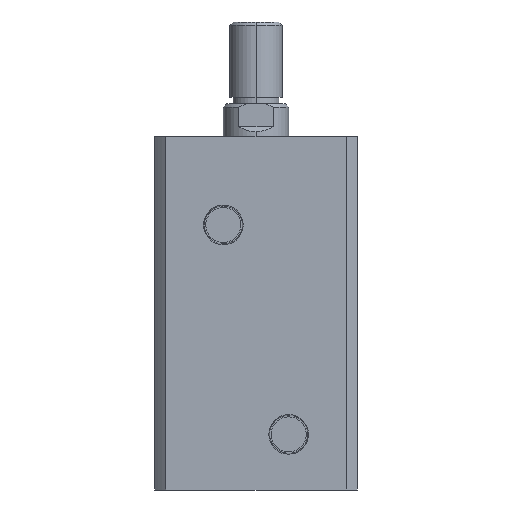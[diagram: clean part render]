
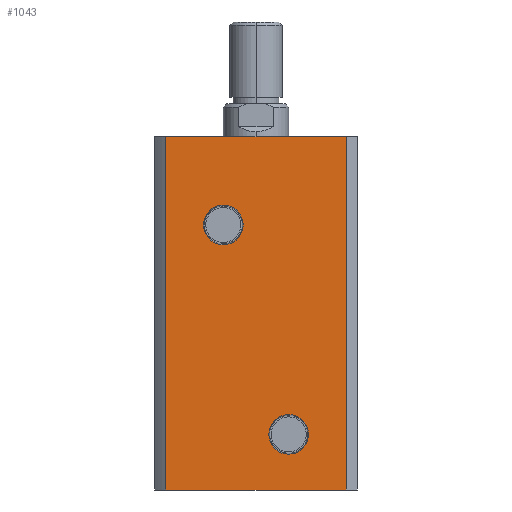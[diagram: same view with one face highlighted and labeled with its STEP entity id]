
A CAD part, left-side view. The second image highlights one B-rep face of the part: STEP entity #1043.
In plain terms, the highlighted planar face has unit normal (-1, 0, 0).
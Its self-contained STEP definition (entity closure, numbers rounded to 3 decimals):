
#1 = ORIENTED_EDGE ( 'NONE', *, *, #1939, .F. ) ;
#3 = ORIENTED_EDGE ( 'NONE', *, *, #1938, .F. ) ;
#41 = CARTESIAN_POINT ( 'NONE',  ( -31., 27.591, 108. ) ) ;
#44 = CARTESIAN_POINT ( 'NONE',  ( -31., -27.591, 108. ) ) ;
#45 = CARTESIAN_POINT ( 'NONE',  ( -31., -27.591, 0. ) ) ;
#65 = ORIENTED_EDGE ( 'NONE', *, *, #1940, .F. ) ;
#67 = ORIENTED_EDGE ( 'NONE', *, *, #1699, .T. ) ;
#69 = ORIENTED_EDGE ( 'NONE', *, *, #1948, .F. ) ;
#71 = ORIENTED_EDGE ( 'NONE', *, *, #1703, .F. ) ;
#72 = ORIENTED_EDGE ( 'NONE', *, *, #1702, .F. ) ;
#133 = AXIS2_PLACEMENT_3D ( 'NONE', #2745, #2746, #2747 ) ;
#137 = AXIS2_PLACEMENT_3D ( 'NONE', #2748, #2749, #2750 ) ;
#224 = AXIS2_PLACEMENT_3D ( 'NONE', #3571, #3572, #3573 ) ;
#228 = AXIS2_PLACEMENT_3D ( 'NONE', #3591, #3592, #3593 ) ;
#343 = VERTEX_POINT ( 'NONE', #45 ) ;
#344 = VERTEX_POINT ( 'NONE', #44 ) ;
#347 = VERTEX_POINT ( 'NONE', #41 ) ;
#392 = ORIENTED_EDGE ( 'NONE', *, *, #1932, .T. ) ;
#498 = VERTEX_POINT ( 'NONE', #2148 ) ;
#501 = VERTEX_POINT ( 'NONE', #2144 ) ;
#546 = VERTEX_POINT ( 'NONE', #2156 ) ;
#601 = VERTEX_POINT ( 'NONE', #2194 ) ;
#670 = EDGE_LOOP ( 'NONE', ( #72, #69 ) ) ;
#690 = EDGE_LOOP ( 'NONE', ( #71, #65 ) ) ;
#692 = EDGE_LOOP ( 'NONE', ( #67, #1, #3, #392 ) ) ;
#1043 = ADVANCED_FACE ( 'NONE', ( #1225, #1228, #1211 ), #2472, .F. ) ;
#1211 = FACE_OUTER_BOUND ( 'NONE', #692, .T. ) ;
#1225 = FACE_BOUND ( 'NONE', #670, .T. ) ;
#1228 = FACE_BOUND ( 'NONE', #690, .T. ) ;
#1353 = VECTOR ( 'NONE', #2740, 1000. ) ;
#1354 = LINE ( 'NONE', #2739, #1353 ) ;
#1357 = CIRCLE ( 'NONE', #133, 6.06 ) ;
#1359 = CIRCLE ( 'NONE', #137, 6.06 ) ;
#1699 = EDGE_CURVE ( 'NONE', #3821, #343, #1354, .T. ) ;
#1702 = EDGE_CURVE ( 'NONE', #546, #601, #1357, .T. ) ;
#1703 = EDGE_CURVE ( 'NONE', #501, #498, #1359, .T. ) ;
#1932 = EDGE_CURVE ( 'NONE', #347, #3821, #3121, .T. ) ;
#1938 = EDGE_CURVE ( 'NONE', #347, #344, #3130, .T. ) ;
#1939 = EDGE_CURVE ( 'NONE', #344, #343, #3132, .T. ) ;
#1940 = EDGE_CURVE ( 'NONE', #498, #501, #3134, .T. ) ;
#1948 = EDGE_CURVE ( 'NONE', #601, #546, #3146, .T. ) ;
#2038 = AXIS2_PLACEMENT_3D ( 'NONE', #2470, #2465, #2474 ) ;
#2144 = CARTESIAN_POINT ( 'NONE',  ( -31., -10., 23.06 ) ) ;
#2148 = CARTESIAN_POINT ( 'NONE',  ( -31., -10., 10.94 ) ) ;
#2156 = CARTESIAN_POINT ( 'NONE',  ( -31., 10., 87.06 ) ) ;
#2194 = CARTESIAN_POINT ( 'NONE',  ( -31., 10., 74.94 ) ) ;
#2465 = DIRECTION ( 'NONE',  ( 1., 0., 0. ) ) ;
#2470 = CARTESIAN_POINT ( 'NONE',  ( -31., 0., 108. ) ) ;
#2472 = PLANE ( 'NONE',  #2038 ) ;
#2474 = DIRECTION ( 'NONE',  ( 0., 0., -1. ) ) ;
#2739 = CARTESIAN_POINT ( 'NONE',  ( -31., 0., 0. ) ) ;
#2740 = DIRECTION ( 'NONE',  ( 0., -1., 0. ) ) ;
#2745 = CARTESIAN_POINT ( 'NONE',  ( -31., 10., 81. ) ) ;
#2746 = DIRECTION ( 'NONE',  ( -1., 0., 0. ) ) ;
#2747 = DIRECTION ( 'NONE',  ( 0., 0., 1. ) ) ;
#2748 = CARTESIAN_POINT ( 'NONE',  ( -31., -10., 17. ) ) ;
#2749 = DIRECTION ( 'NONE',  ( -1., 0., 0. ) ) ;
#2750 = DIRECTION ( 'NONE',  ( 0., 0., 1. ) ) ;
#3121 = LINE ( 'NONE', #3544, #3123 ) ;
#3123 = VECTOR ( 'NONE', #3543, 1000. ) ;
#3130 = LINE ( 'NONE', #3564, #3133 ) ;
#3132 = LINE ( 'NONE', #3566, #3135 ) ;
#3133 = VECTOR ( 'NONE', #3565, 1000. ) ;
#3134 = CIRCLE ( 'NONE', #224, 6.06 ) ;
#3135 = VECTOR ( 'NONE', #3567, 1000. ) ;
#3146 = CIRCLE ( 'NONE', #228, 6.06 ) ;
#3543 = DIRECTION ( 'NONE',  ( 0., 0., -1. ) ) ;
#3544 = CARTESIAN_POINT ( 'NONE',  ( -31., 27.591, 108. ) ) ;
#3564 = CARTESIAN_POINT ( 'NONE',  ( -31., 0., 108. ) ) ;
#3565 = DIRECTION ( 'NONE',  ( 0., -1., 0. ) ) ;
#3566 = CARTESIAN_POINT ( 'NONE',  ( -31., -27.591, 108. ) ) ;
#3567 = DIRECTION ( 'NONE',  ( 0., 0., -1. ) ) ;
#3571 = CARTESIAN_POINT ( 'NONE',  ( -31., -10., 17. ) ) ;
#3572 = DIRECTION ( 'NONE',  ( -1., 0., 0. ) ) ;
#3573 = DIRECTION ( 'NONE',  ( 0., 0., 1. ) ) ;
#3591 = CARTESIAN_POINT ( 'NONE',  ( -31., 10., 81. ) ) ;
#3592 = DIRECTION ( 'NONE',  ( -1., 0., 0. ) ) ;
#3593 = DIRECTION ( 'NONE',  ( 0., 0., 1. ) ) ;
#3732 = CARTESIAN_POINT ( 'NONE',  ( -31., 27.591, 0. ) ) ;
#3821 = VERTEX_POINT ( 'NONE', #3732 ) ;
